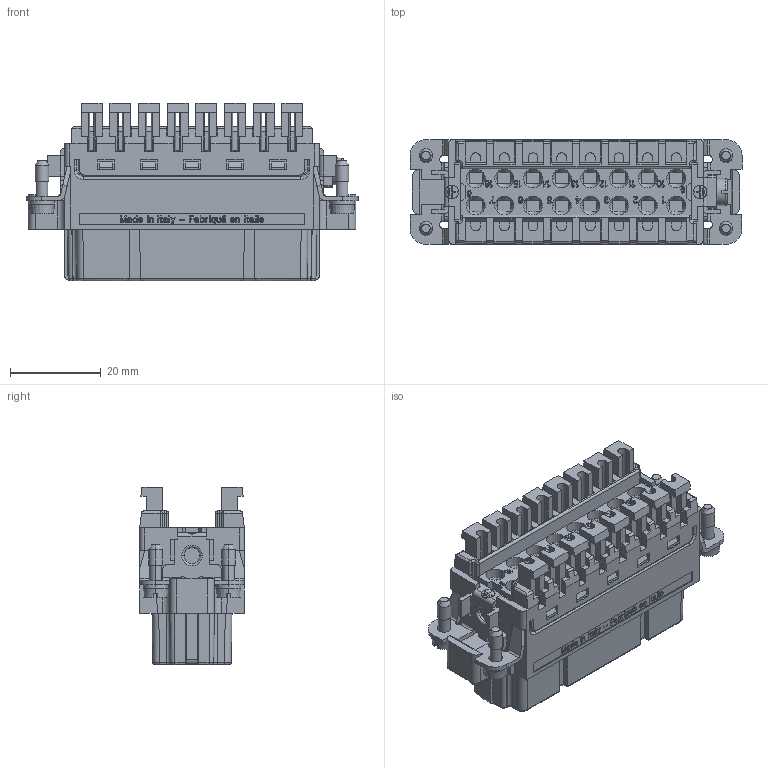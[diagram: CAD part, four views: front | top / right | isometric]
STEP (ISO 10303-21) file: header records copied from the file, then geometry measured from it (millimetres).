
FILE_DESCRIPTION(('Creo Elements/Direct Modeling STEP Export'),'2;1');
FILE_NAME('0lndrr043anori92256','2016-06-21T15:35:29',(''),(''),'PTC Creo Elements/Direct Modeling STEP processor for AP214 (Solid Model)','PTC Creo Elements/Direct Modeling 19.0B 21-Mar-2015 (C) Parametric Technology GmbH','');
FILE_SCHEMA(('AUTOMOTIVE_DESIGN { 1 0 10303 214 1 1 1 1 }'));
Products named in the file (2): CSAHF_16
Assembly tree (1 placements, depth 2):
  CSAHF_16
    CSAHF_16
Bounding box: 73 x 23 x 39 mm (x, y, z)
Volume: 37311.2 mm3; surface area: 18137.5 mm2
Topology: 1 solids, 1 shells, 2084 faces, 8718 edges, 6793 vertices
Faces by surface type: plane 1362, cylinder 516, torus 86, cone 86, bspline 24, sphere 10
Entity records: 120660 total; most frequent: CARTESIAN_POINT 31694, ORIENTED_EDGE 17416, DIRECTION 12898, EDGE_CURVE 8708, VECTOR 7008, LINE 7008, VERTEX_POINT 6793, AXIS2_PLACEMENT_3D 2945
